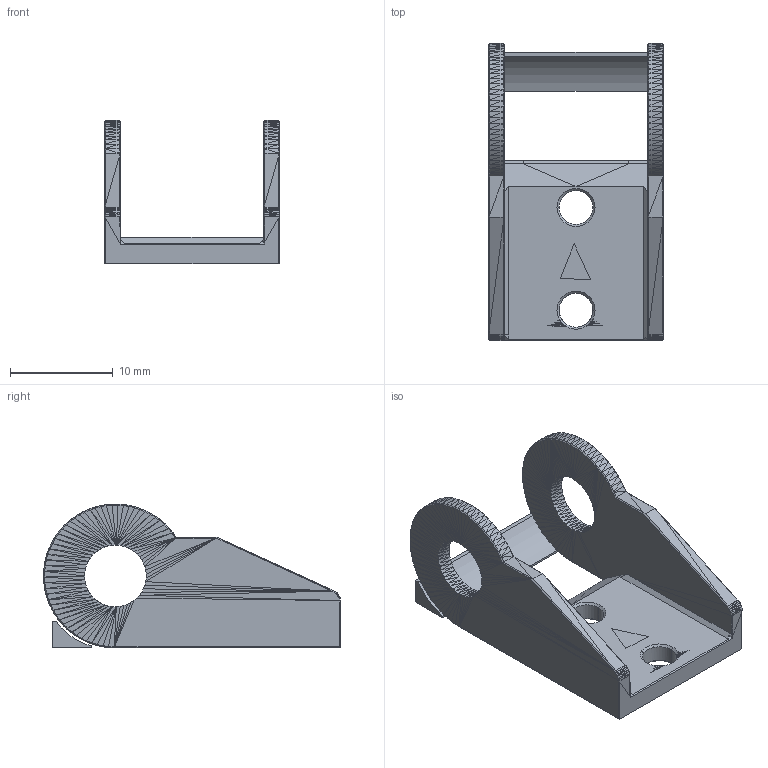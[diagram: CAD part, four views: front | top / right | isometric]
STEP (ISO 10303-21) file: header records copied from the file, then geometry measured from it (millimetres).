
FILE_DESCRIPTION (( 'STEP AP214' ), '1' );
FILE_NAME ('10x11-chain-edge2_support.STEP', '2020-06-07T09:36:46', ( '' ), ( '' ), 'SwSTEP 2.0', 'SolidWorks 2019', '' );
FILE_SCHEMA (( 'AUTOMOTIVE_DESIGN' ));
Length unit declared in the file: millimetre
Products named in the file (1): 10x11-chain-edge2_support
Bounding box: 17 x 28.91 x 13.99 mm (x, y, z)
Volume: 1301.5 mm3; surface area: 1978.8 mm2
Topology: 2 solids, 2 shells, 1867 faces, 4120 edges, 2255 vertices
Faces by surface type: plane 1792, cone 70, cylinder 5
Entity records: 48506 total; most frequent: CARTESIAN_POINT 8258, ORIENTED_EDGE 8240, DIRECTION 7999, EDGE_CURVE 4120, LINE 3967, VECTOR 3967, VERTEX_POINT 2255, AXIS2_PLACEMENT_3D 2016
